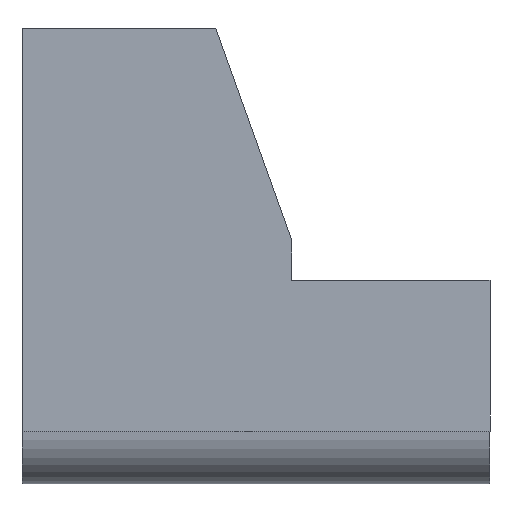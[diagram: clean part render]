
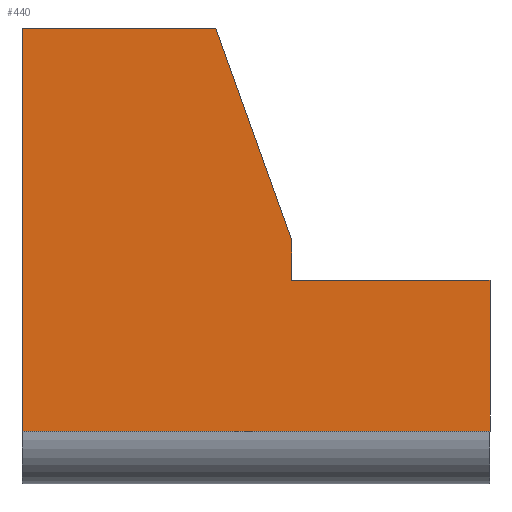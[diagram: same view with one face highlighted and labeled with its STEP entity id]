
A CAD part, left-side view. The second image highlights one B-rep face of the part: STEP entity #440.
In plain terms, the highlighted planar face has unit normal (-1, 0, 0).
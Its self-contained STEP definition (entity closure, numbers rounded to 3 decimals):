
#58=FACE_OUTER_BOUND('',#84,.T.);
#84=EDGE_LOOP('',(#390,#391,#392,#393,#394,#395,#396));
#108=LINE('',#689,#154);
#114=LINE('',#701,#160);
#117=LINE('',#707,#163);
#123=LINE('',#718,#169);
#124=LINE('',#721,#170);
#129=LINE('',#737,#175);
#130=LINE('',#740,#176);
#154=VECTOR('',#562,10.);
#160=VECTOR('',#574,10.);
#163=VECTOR('',#579,10.);
#169=VECTOR('',#589,10.);
#170=VECTOR('',#592,10.);
#175=VECTOR('',#609,10.);
#176=VECTOR('',#614,10.);
#201=VERTEX_POINT('',#686);
#202=VERTEX_POINT('',#688);
#204=VERTEX_POINT('',#698);
#205=VERTEX_POINT('',#700);
#207=VERTEX_POINT('',#706);
#211=VERTEX_POINT('',#720);
#216=VERTEX_POINT('',#736);
#250=EDGE_CURVE('',#201,#202,#108,.T.);
#256=EDGE_CURVE('',#205,#204,#114,.T.);
#259=EDGE_CURVE('',#207,#205,#117,.T.);
#265=EDGE_CURVE('',#202,#204,#123,.T.);
#266=EDGE_CURVE('',#207,#211,#124,.T.);
#274=EDGE_CURVE('',#216,#211,#129,.T.);
#276=EDGE_CURVE('',#216,#201,#130,.T.);
#390=ORIENTED_EDGE('',*,*,#256,.T.);
#391=ORIENTED_EDGE('',*,*,#265,.F.);
#392=ORIENTED_EDGE('',*,*,#250,.F.);
#393=ORIENTED_EDGE('',*,*,#276,.F.);
#394=ORIENTED_EDGE('',*,*,#274,.T.);
#395=ORIENTED_EDGE('',*,*,#266,.F.);
#396=ORIENTED_EDGE('',*,*,#259,.T.);
#416=PLANE('',#492);
#440=ADVANCED_FACE('',(#58),#416,.T.);
#492=AXIS2_PLACEMENT_3D('',#741,#615,#616);
#562=DIRECTION('',(0.,-1.,0.));
#574=DIRECTION('',(0.,0.,1.));
#579=DIRECTION('',(0.,1.,0.));
#589=DIRECTION('',(0.,-0.337,-0.942));
#592=DIRECTION('',(0.,0.,-1.));
#609=DIRECTION('',(0.,-1.,0.));
#614=DIRECTION('',(0.,0.,1.));
#615=DIRECTION('center_axis',(-1.,0.,0.));
#616=DIRECTION('ref_axis',(0.,0.,1.));
#686=CARTESIAN_POINT('',(13.68,27.044,38.252));
#688=CARTESIAN_POINT('',(13.68,22.282,38.252));
#689=CARTESIAN_POINT('',(13.68,27.044,38.252));
#698=CARTESIAN_POINT('',(13.68,20.42,33.049));
#700=CARTESIAN_POINT('',(13.68,20.42,32.049));
#701=CARTESIAN_POINT('',(13.68,20.42,30.699));
#706=CARTESIAN_POINT('',(13.68,15.544,32.049));
#707=CARTESIAN_POINT('',(13.68,20.269,32.049));
#718=CARTESIAN_POINT('',(13.68,19.594,30.741));
#720=CARTESIAN_POINT('',(13.68,15.544,28.349));
#721=CARTESIAN_POINT('',(13.68,15.544,31.549));
#736=CARTESIAN_POINT('',(13.68,27.044,28.349));
#737=CARTESIAN_POINT('',(13.68,17.544,28.349));
#740=CARTESIAN_POINT('',(13.68,27.044,28.349));
#741=CARTESIAN_POINT('Origin',(13.68,19.244,28.349));
